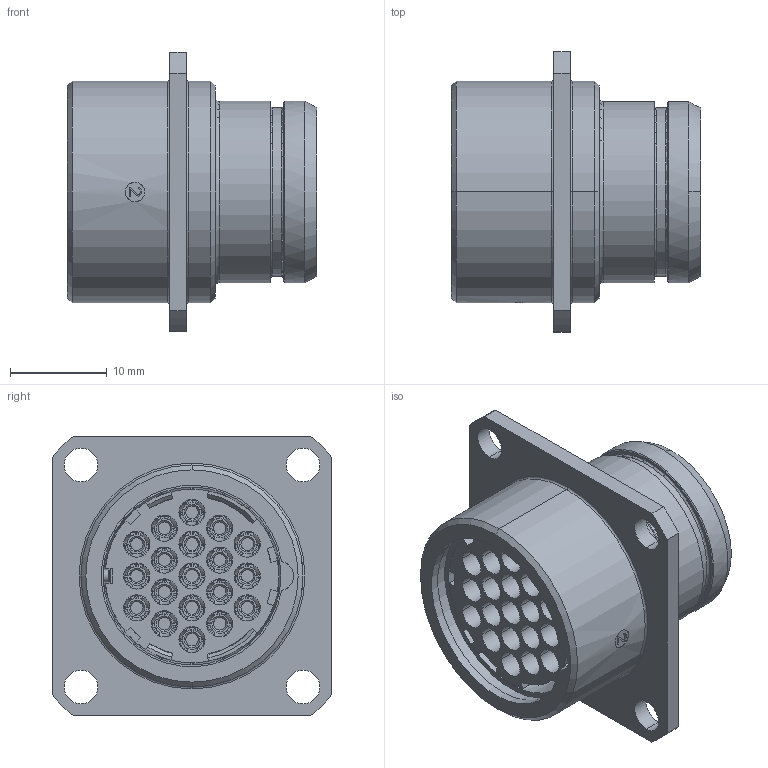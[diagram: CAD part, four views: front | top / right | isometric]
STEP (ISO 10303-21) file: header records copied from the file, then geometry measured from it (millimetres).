
FILE_DESCRIPTION((''),'2;1');
FILE_NAME('1332E319FS','2024-07-30T13:27:03',('paultorloting'),('NET AG system integration'),'CREO PARAMETRIC BY PTC INC, 2021404','CREO PARAMETRIC BY PTC INC, 2021404','');
FILE_SCHEMA(('AUTOMOTIVE_DESIGN { 1 0 10303 214 1 1 1 1 }'));
Products named in the file (1): 1332E319FS
Bounding box: 25.8 x 29 x 29 mm (x, y, z)
Volume: 7441.8 mm3; surface area: 12746 mm2
Topology: 1 solids, 1 shells, 3028 faces, 7971 edges, 5026 vertices
Faces by surface type: plane 1390, cylinder 1016, torus 243, cone 169, bspline 134, extrusion 76
Entity records: 122090 total; most frequent: CARTESIAN_POINT 30451, ORIENTED_EDGE 15942, DIRECTION 14735, EDGE_CURVE 7971, AXIS2_PLACEMENT_3D 5387, VERTEX_POINT 5026, VECTOR 3958, LINE 3882
